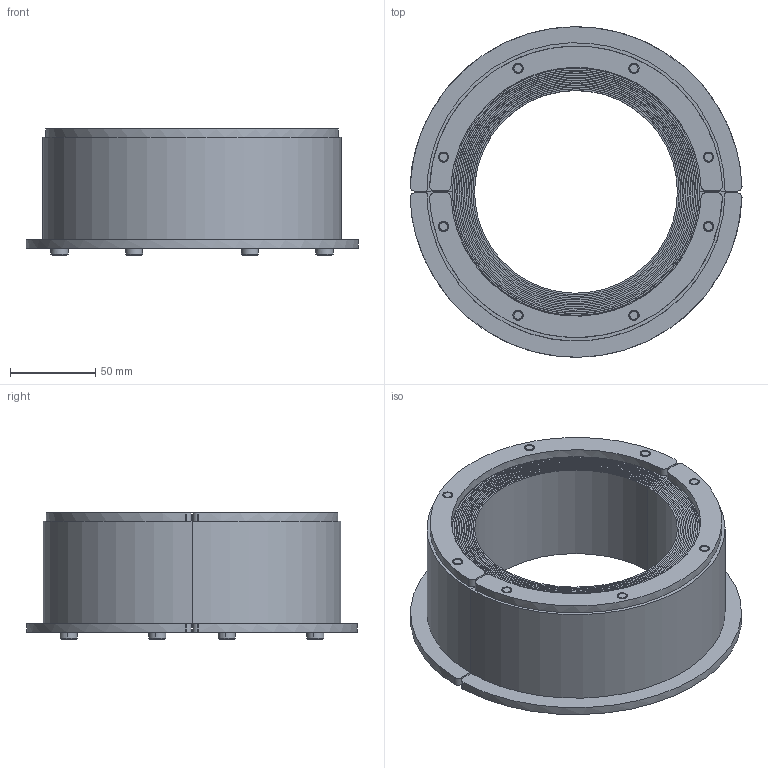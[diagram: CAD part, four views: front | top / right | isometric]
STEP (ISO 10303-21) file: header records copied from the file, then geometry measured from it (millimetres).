
FILE_DESCRIPTION((''),'2;1');
FILE_NAME('RS 175.stp','2009-08-14T11:18:40',('JE BOHLIN'),('Roxtec International AB'),'Mechanical Desktop 2005','Mechanical Desktop 2005',', , ');
FILE_SCHEMA(('CONFIG_CONTROL_DESIGN'));
Length unit declared in the file: millimetre
Products named in the file (8): RS 175; RUBBER; SUB1; BANDBLACK; BANDBLUE; FRONTFITTING; REARFITTING; CYLINDER HEAD CAP SCREW - DIN 6912 - M6 X 70
Assembly tree (18 placements, depth 3):
  RS 175
    RUBBER  x2
    SUB1  x2
      BANDBLACK
      BANDBLUE
    FRONTFITTING  x2
    REARFITTING  x2
    CYLINDER HEAD CAP SCREW - DIN 6912 - M6 X 70  x8
Bounding box: 194.83 x 193.98 x 74 mm (x, y, z)
Surface area: 811222.9 mm2 (no closed solid volume)
Topology: 0 solids, 0 shells, 488 faces, 2192 edges, 2176 vertices
Faces by surface type: bspline 488
Entity records: 7592 total; most frequent: CARTESIAN_POINT 5273, COMPOSITE_CURVE_SEGMENT 722, QUASI_UNIFORM_CURVE 596, PCURVE 290, CURVE_BOUNDED_SURFACE 160, OUTER_BOUNDARY_CURVE 158, QUASI_UNIFORM_SURFACE 74, DIRECTION 38
